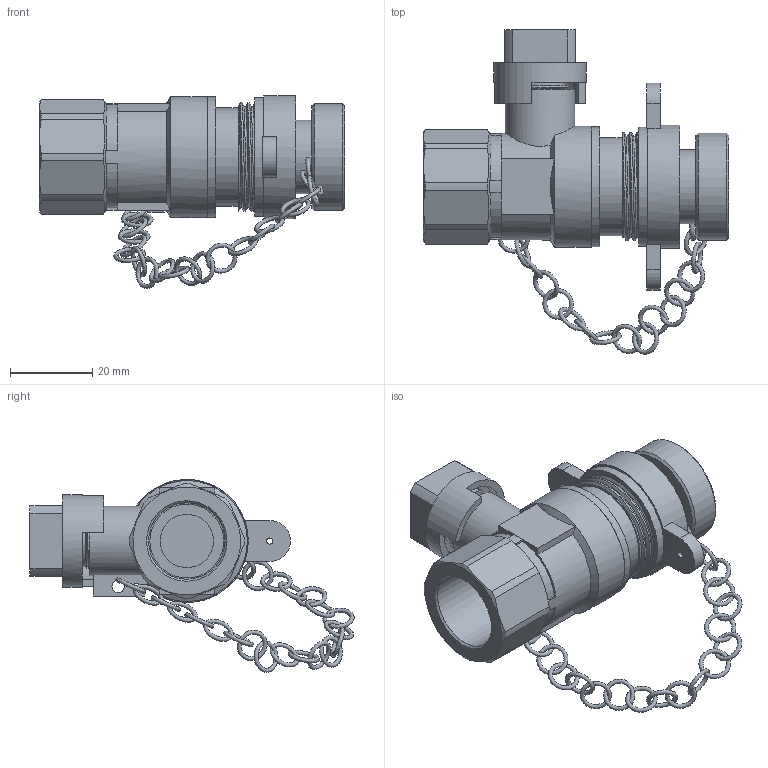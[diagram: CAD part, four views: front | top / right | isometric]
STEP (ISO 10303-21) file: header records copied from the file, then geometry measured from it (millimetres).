
FILE_DESCRIPTION(/* description */ ('Unknown'),/* implementation_level */ '2;1');
FILE_NAME(/* name */ '1535-04',/* time_stamp */ '2022-10-13T12:23:32+02:00',/* author */ ('Unknown'),/* organization */ ('Unknown'),/* preprocessor_version */ 'ST-DEVELOPER v16.7',/* originating_system */ 'Solid Edge',/* authorisation */ 'Unknown');
FILE_SCHEMA (('AUTOMOTIVE_DESIGN {1 0 10303 214 3 1 1}'));
Length unit declared in the file: millimetre
Products named in the file (36): 1535_m.Kette; Kette; kette.2.1; kette.1.1; kette.2.2; kette.1.2; kette.2.3; kette.1.3; kette.2.4; kette.1.4; kette.2.5; kette.1.5; kette.1.6; kette.1.2.1; kette.2.1.1; kette.2.6; kette.2.2.1; kette.1.1.1; kette.1.7; kette.1.2.2; kette.1.1.2; kette.2.1.2; kette.2.2.2; kette.2.7; kette.2; kette; kette.1; 1535_o.Kette_oa_0; 1514-02-Einschraubteil.1.1; 1514-01-Kvrper; S14-stopfbuchse; 1514-11-schraube; 1514-10-schli_ckppe; 1514-05-spindel; 1534-04_Verschlusskappe; 1514-09-Dichtung
Assembly tree (35 placements, depth 3):
  1535_m.Kette
    Kette
      kette.2.1
      kette.1.1
      kette.2.2
      kette.1.2
      kette.2.3
      kette.1.3
      kette.2.4
      kette.1.4
      kette.2.5
      kette.1.5
      kette.1.6
      kette.1.2.1
      kette.2.1.1
      kette.2.6
      kette.2.2.1
      kette.1.1.1
      kette.1.7
      kette.1.2.2
      kette.1.1.2
      kette.2.1.2
      kette.2.2.2
      kette.2.7
      kette.2
      kette
      kette.1
    1535_o.Kette_oa_0
      1514-02-Einschraubteil.1.1
      1514-01-Kvrper
      S14-stopfbuchse
      1514-11-schraube
      1514-10-schli_ckppe
      1514-05-spindel
      1534-04_Verschlusskappe
      1514-09-Dichtung
Bounding box: 74.5 x 79.05 x 47.05 mm (x, y, z)
Volume: 29895.2 mm3; surface area: 26587.7 mm2
Topology: 33 solids, 33 shells, 368 faces, 1031 edges, 701 vertices
Faces by surface type: plane 121, cylinder 116, bspline 77, torus 28, cone 24, sphere 2
Full cylindrical faces by diameter (mm): 1.5 x3, 3 x1, 3.3 x11, 4 x13, 6.5 x1, 7.5 x1, 9 x3, 9.2 x1, 10.5 x1, 11 x1, 12.5 x4, 12.8 x1, 13 x3, 16 x1, 17 x1, 18 x4, 18.5 x1, 18.631 x1, 19 x1, 22.5 x4, 24 x1, 24.4 x4, 24.5 x1, 26 x1, 29 x1, 29.3 x1, 29.5 x1, 30 x1
Entity records: 23502 total; most frequent: CARTESIAN_POINT 14309, ORIENTED_EDGE 1710, DIRECTION 1267, EDGE_CURVE 855, VERTEX_POINT 672, AXIS2_PLACEMENT_3D 523, FACE_BOUND 443, EDGE_LOOP 417
